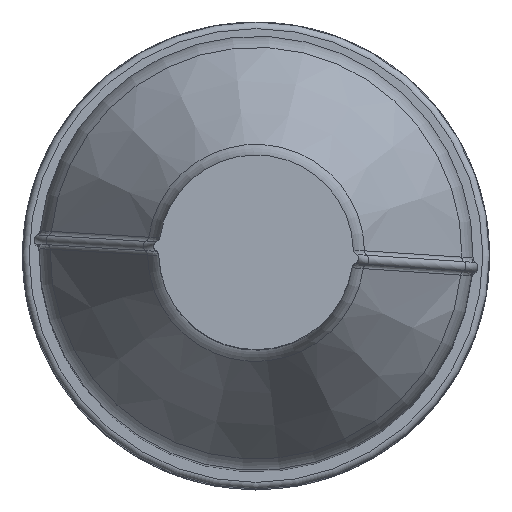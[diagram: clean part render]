
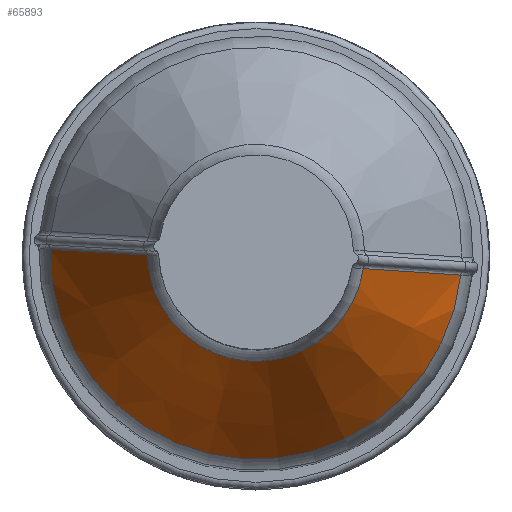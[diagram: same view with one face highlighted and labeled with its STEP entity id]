
A CAD part, top view. The second image highlights one B-rep face of the part: STEP entity #65893.
In plain terms, the highlighted conical face has half-angle 30.879 degrees and reference radius 11.95 mm.
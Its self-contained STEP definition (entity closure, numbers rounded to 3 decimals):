
#37=CONICAL_SURFACE('',#69888,11.95,0.539);
#3951=CIRCLE('',#69885,8.25);
#3953=CIRCLE('',#69889,15.65);
#4282=FACE_OUTER_BOUND('',#8205,.T.);
#8205=EDGE_LOOP('',(#41047,#41048,#41049,#41050,#41051,#41052));
#12541=B_SPLINE_CURVE_WITH_KNOTS('',3,(#74909,#74910,#74911,#74912),
 .UNSPECIFIED.,.F.,.F.,(4,4),(0.,1.441),.UNSPECIFIED.);
#12542=B_SPLINE_CURVE_WITH_KNOTS('',3,(#74932,#74933,#74934,#74935),
 .UNSPECIFIED.,.F.,.F.,(4,4),(-0.001,0.),
 .UNSPECIFIED.);
#12570=B_SPLINE_CURVE_WITH_KNOTS('',3,(#75329,#75330,#75331,#75332),
 .UNSPECIFIED.,.F.,.F.,(4,4),(-0.001,0.),.UNSPECIFIED.);
#12571=B_SPLINE_CURVE_WITH_KNOTS('',3,(#75334,#75335,#75336,#75337),
 .UNSPECIFIED.,.F.,.F.,(4,4),(0.,1.441),.UNSPECIFIED.);
#23719=VERTEX_POINT('',#74876);
#23721=VERTEX_POINT('',#74907);
#23723=VERTEX_POINT('',#74930);
#23763=VERTEX_POINT('',#75309);
#23766=VERTEX_POINT('',#75328);
#23767=VERTEX_POINT('',#75333);
#30585=EDGE_CURVE('',#23721,#23719,#12541,.T.);
#30587=EDGE_CURVE('',#23723,#23721,#12542,.T.);
#30657=EDGE_CURVE('',#23763,#23723,#3951,.T.);
#30661=EDGE_CURVE('',#23766,#23763,#12570,.T.);
#30662=EDGE_CURVE('',#23767,#23766,#12571,.T.);
#30663=EDGE_CURVE('',#23719,#23767,#3953,.T.);
#41047=ORIENTED_EDGE('',*,*,#30587,.F.);
#41048=ORIENTED_EDGE('',*,*,#30657,.F.);
#41049=ORIENTED_EDGE('',*,*,#30661,.F.);
#41050=ORIENTED_EDGE('',*,*,#30662,.F.);
#41051=ORIENTED_EDGE('',*,*,#30663,.F.);
#41052=ORIENTED_EDGE('',*,*,#30585,.F.);
#65893=ADVANCED_FACE('',(#4282),#37,.T.);
#69885=AXIS2_PLACEMENT_3D('',#75314,#71092,#71093);
#69888=AXIS2_PLACEMENT_3D('',#75327,#71098,#71099);
#69889=AXIS2_PLACEMENT_3D('',#75338,#71100,#71101);
#71092=DIRECTION('center_axis',(0.,0.,
1.));
#71093=DIRECTION('ref_axis',(0.998,-0.063,0.));
#71098=DIRECTION('center_axis',(0.,0.,
-1.));
#71099=DIRECTION('ref_axis',(-0.998,0.063,0.));
#71100=DIRECTION('center_axis',(0.,0.,
-1.));
#71101=DIRECTION('ref_axis',(0.998,-0.063,0.));
#74876=CARTESIAN_POINT('',(15.561,-1.663,134.786));
#74907=CARTESIAN_POINT('',(8.172,-1.193,147.146));
#74909=CARTESIAN_POINT('Ctrl Pts',(8.172,-1.193,147.146));
#74910=CARTESIAN_POINT('Ctrl Pts',(10.637,-1.352,143.028));
#74911=CARTESIAN_POINT('Ctrl Pts',(13.099,-1.508,138.907));
#74912=CARTESIAN_POINT('Ctrl Pts',(15.561,-1.663,134.786));
#74930=CARTESIAN_POINT('',(8.164,-1.192,147.159));
#74932=CARTESIAN_POINT('Ctrl Pts',(8.164,-1.192,147.159));
#74933=CARTESIAN_POINT('Ctrl Pts',(8.166,-1.192,147.155));
#74934=CARTESIAN_POINT('Ctrl Pts',(8.169,-1.193,147.151));
#74935=CARTESIAN_POINT('Ctrl Pts',(8.172,-1.193,147.146));
#75309=CARTESIAN_POINT('',(-8.249,-0.162,147.159));
#75314=CARTESIAN_POINT('Origin',(0.,0.,
147.159));
#75327=CARTESIAN_POINT('Origin',(0.,0.,
140.973));
#75328=CARTESIAN_POINT('',(-8.257,-0.162,147.146));
#75329=CARTESIAN_POINT('Ctrl Pts',(-8.257,-0.162,147.146));
#75330=CARTESIAN_POINT('Ctrl Pts',(-8.254,-0.162,
147.151));
#75331=CARTESIAN_POINT('Ctrl Pts',(-8.251,-0.162,147.155));
#75332=CARTESIAN_POINT('Ctrl Pts',(-8.249,-0.162,
147.159));
#75333=CARTESIAN_POINT('',(-15.647,0.296,134.786));
#75334=CARTESIAN_POINT('Ctrl Pts',(-15.647,0.296,
134.786));
#75335=CARTESIAN_POINT('Ctrl Pts',(-13.185,0.142,
138.907));
#75336=CARTESIAN_POINT('Ctrl Pts',(-10.723,-0.011,
143.028));
#75337=CARTESIAN_POINT('Ctrl Pts',(-8.257,-0.162,
147.146));
#75338=CARTESIAN_POINT('Origin',(0.,0.,
134.786));
